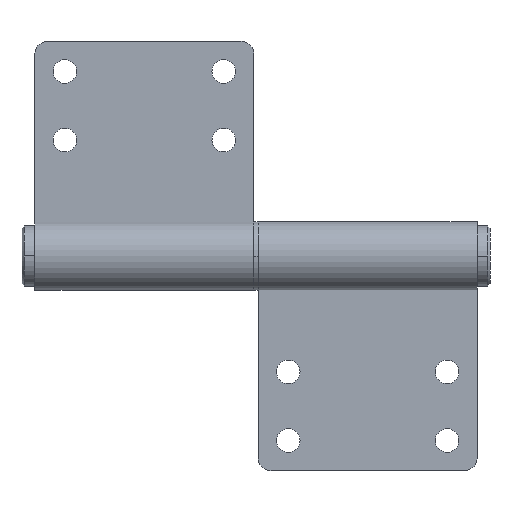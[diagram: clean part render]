
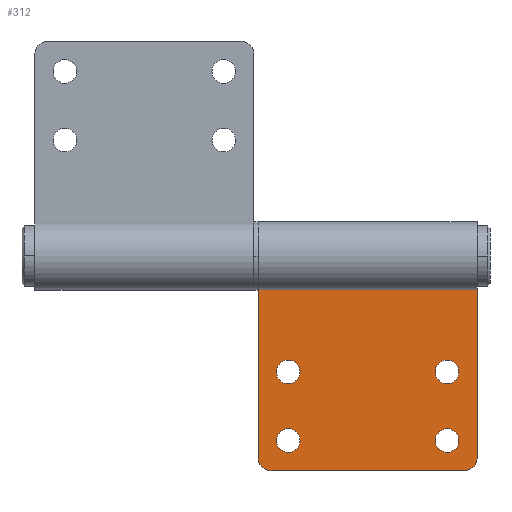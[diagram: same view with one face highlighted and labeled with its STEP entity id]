
A CAD part, front view. The second image highlights one B-rep face of the part: STEP entity #312.
In plain terms, the highlighted planar face has unit normal (0, -1, 0).
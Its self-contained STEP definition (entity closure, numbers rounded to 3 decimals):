
#63 = EDGE_CURVE ( 'NONE', #208, #206, #547, .T. ) ;
#64 = VERTEX_POINT ( 'NONE', #542 ) ;
#65 = EDGE_LOOP ( 'NONE', ( #66, #434, #436, #437, #363, #365 ) ) ;
#66 = ORIENTED_EDGE ( 'NONE', *, *, #71, .T. ) ;
#67 = ORIENTED_EDGE ( 'NONE', *, *, #63, .F. ) ;
#71 = EDGE_CURVE ( 'NONE', #243, #64, #541, .T. ) ;
#131 = VERTEX_POINT ( 'NONE', #603 ) ;
#138 = VERTEX_POINT ( 'NONE', #656 ) ;
#182 = EDGE_CURVE ( 'NONE', #239, #183, #711, .T. ) ;
#183 = VERTEX_POINT ( 'NONE', #706 ) ;
#190 = EDGE_CURVE ( 'NONE', #131, #138, #697, .T. ) ;
#206 = VERTEX_POINT ( 'NONE', #785 ) ;
#208 = VERTEX_POINT ( 'NONE', #778 ) ;
#213 = EDGE_CURVE ( 'NONE', #206, #208, #771, .T. ) ;
#233 = EDGE_CURVE ( 'NONE', #234, #235, #793, .T. ) ;
#234 = VERTEX_POINT ( 'NONE', #789 ) ;
#235 = VERTEX_POINT ( 'NONE', #788 ) ;
#239 = VERTEX_POINT ( 'NONE', #849 ) ;
#243 = VERTEX_POINT ( 'NONE', #837 ) ;
#245 = EDGE_CURVE ( 'NONE', #243, #280, #836, .T. ) ;
#280 = VERTEX_POINT ( 'NONE', #898 ) ;
#281 = ORIENTED_EDGE ( 'NONE', *, *, #233, .F. ) ;
#282 = EDGE_CURVE ( 'NONE', #235, #234, #897, .T. ) ;
#286 = EDGE_LOOP ( 'NONE', ( #311, #309 ) ) ;
#289 = EDGE_LOOP ( 'NONE', ( #304, #306 ) ) ;
#290 = VERTEX_POINT ( 'NONE', #892 ) ;
#294 = EDGE_CURVE ( 'NONE', #183, #239, #946, .T. ) ;
#296 = EDGE_CURVE ( 'NONE', #138, #131, #941, .T. ) ;
#300 = EDGE_CURVE ( 'NONE', #290, #307, #929, .T. ) ;
#304 = ORIENTED_EDGE ( 'NONE', *, *, #182, .F. ) ;
#306 = ORIENTED_EDGE ( 'NONE', *, *, #294, .F. ) ;
#307 = VERTEX_POINT ( 'NONE', #985 ) ;
#308 = EDGE_LOOP ( 'NONE', ( #281, #359 ) ) ;
#309 = ORIENTED_EDGE ( 'NONE', *, *, #296, .F. ) ;
#311 = ORIENTED_EDGE ( 'NONE', *, *, #190, .F. ) ;
#312 = ADVANCED_FACE ( 'NONE', ( #984, #983, #982, #981, #980 ), #979, .T. ) ;
#358 = ORIENTED_EDGE ( 'NONE', *, *, #213, .F. ) ;
#359 = ORIENTED_EDGE ( 'NONE', *, *, #282, .F. ) ;
#360 = EDGE_LOOP ( 'NONE', ( #358, #67 ) ) ;
#361 = EDGE_CURVE ( 'NONE', #307, #362, #1080, .T. ) ;
#362 = VERTEX_POINT ( 'NONE', #1075 ) ;
#363 = ORIENTED_EDGE ( 'NONE', *, *, #364, .F. ) ;
#364 = EDGE_CURVE ( 'NONE', #280, #362, #1074, .T. ) ;
#365 = ORIENTED_EDGE ( 'NONE', *, *, #245, .F. ) ;
#434 = ORIENTED_EDGE ( 'NONE', *, *, #435, .T. ) ;
#435 = EDGE_CURVE ( 'NONE', #64, #290, #1168, .T. ) ;
#436 = ORIENTED_EDGE ( 'NONE', *, *, #300, .T. ) ;
#437 = ORIENTED_EDGE ( 'NONE', *, *, #361, .T. ) ;
#538 = DIRECTION ( 'NONE',  ( 0., 0., -1. ) ) ;
#539 = VECTOR ( 'NONE', #538, 1000. ) ;
#540 = CARTESIAN_POINT ( 'NONE',  ( -51., -1.5, -50. ) ) ;
#541 = LINE ( 'NONE', #540, #539 ) ;
#542 = CARTESIAN_POINT ( 'NONE',  ( -51., -1.5, -47. ) ) ;
#543 = DIRECTION ( 'NONE',  ( 0., 0., -1. ) ) ;
#544 = DIRECTION ( 'NONE',  ( 0., -1., 0. ) ) ;
#545 = CARTESIAN_POINT ( 'NONE',  ( -7., -1.5, -43. ) ) ;
#546 = AXIS2_PLACEMENT_3D ( 'NONE', #545, #544, #543 ) ;
#547 = CIRCLE ( 'NONE', #546, 2.75 ) ;
#603 = CARTESIAN_POINT ( 'NONE',  ( -44., -1.5, -24.25 ) ) ;
#656 = CARTESIAN_POINT ( 'NONE',  ( -44., -1.5, -29.75 ) ) ;
#693 = DIRECTION ( 'NONE',  ( 0., 0., -1. ) ) ;
#694 = DIRECTION ( 'NONE',  ( 0., -1., 0. ) ) ;
#695 = CARTESIAN_POINT ( 'NONE',  ( -44., -1.5, -27. ) ) ;
#696 = AXIS2_PLACEMENT_3D ( 'NONE', #695, #694, #693 ) ;
#697 = CIRCLE ( 'NONE', #696, 2.75 ) ;
#706 = CARTESIAN_POINT ( 'NONE',  ( -7., -1.5, -29.75 ) ) ;
#707 = DIRECTION ( 'NONE',  ( 0., 0., -1. ) ) ;
#708 = DIRECTION ( 'NONE',  ( 0., -1., 0. ) ) ;
#709 = CARTESIAN_POINT ( 'NONE',  ( -7., -1.5, -27. ) ) ;
#710 = AXIS2_PLACEMENT_3D ( 'NONE', #709, #708, #707 ) ;
#711 = CIRCLE ( 'NONE', #710, 2.75 ) ;
#767 = DIRECTION ( 'NONE',  ( 0., 0., -1. ) ) ;
#768 = DIRECTION ( 'NONE',  ( 0., -1., 0. ) ) ;
#769 = CARTESIAN_POINT ( 'NONE',  ( -7., -1.5, -43. ) ) ;
#770 = AXIS2_PLACEMENT_3D ( 'NONE', #769, #768, #767 ) ;
#771 = CIRCLE ( 'NONE', #770, 2.75 ) ;
#778 = CARTESIAN_POINT ( 'NONE',  ( -7., -1.5, -45.75 ) ) ;
#785 = CARTESIAN_POINT ( 'NONE',  ( -7., -1.5, -40.25 ) ) ;
#788 = CARTESIAN_POINT ( 'NONE',  ( -44., -1.5, -45.75 ) ) ;
#789 = CARTESIAN_POINT ( 'NONE',  ( -44., -1.5, -40.25 ) ) ;
#790 = DIRECTION ( 'NONE',  ( 0., 0., -1. ) ) ;
#791 = DIRECTION ( 'NONE',  ( 0., -1., 0. ) ) ;
#792 = AXIS2_PLACEMENT_3D ( 'NONE', #798, #791, #790 ) ;
#793 = CIRCLE ( 'NONE', #792, 2.75 ) ;
#798 = CARTESIAN_POINT ( 'NONE',  ( -44., -1.5, -43. ) ) ;
#833 = DIRECTION ( 'NONE',  ( 1., 0., 0. ) ) ;
#834 = VECTOR ( 'NONE', #833, 1000. ) ;
#835 = CARTESIAN_POINT ( 'NONE',  ( -51., -1.5, -7.858 ) ) ;
#836 = LINE ( 'NONE', #835, #834 ) ;
#837 = CARTESIAN_POINT ( 'NONE',  ( -51., -1.5, -7.858 ) ) ;
#849 = CARTESIAN_POINT ( 'NONE',  ( -7., -1.5, -24.25 ) ) ;
#892 = CARTESIAN_POINT ( 'NONE',  ( -48., -1.5, -50. ) ) ;
#893 = DIRECTION ( 'NONE',  ( 0., 0., -1. ) ) ;
#894 = DIRECTION ( 'NONE',  ( 0., -1., 0. ) ) ;
#895 = CARTESIAN_POINT ( 'NONE',  ( -44., -1.5, -43. ) ) ;
#896 = AXIS2_PLACEMENT_3D ( 'NONE', #895, #894, #893 ) ;
#897 = CIRCLE ( 'NONE', #896, 2.75 ) ;
#898 = CARTESIAN_POINT ( 'NONE',  ( 0., -1.5, -7.858 ) ) ;
#926 = DIRECTION ( 'NONE',  ( 1., 0., 0. ) ) ;
#927 = VECTOR ( 'NONE', #926, 1000. ) ;
#928 = CARTESIAN_POINT ( 'NONE',  ( -51., -1.5, -50. ) ) ;
#929 = LINE ( 'NONE', #928, #927 ) ;
#937 = DIRECTION ( 'NONE',  ( 0., 0., -1. ) ) ;
#938 = DIRECTION ( 'NONE',  ( 0., -1., 0. ) ) ;
#939 = CARTESIAN_POINT ( 'NONE',  ( -44., -1.5, -27. ) ) ;
#940 = AXIS2_PLACEMENT_3D ( 'NONE', #939, #938, #937 ) ;
#941 = CIRCLE ( 'NONE', #940, 2.75 ) ;
#942 = DIRECTION ( 'NONE',  ( 0., 0., -1. ) ) ;
#943 = DIRECTION ( 'NONE',  ( 0., -1., 0. ) ) ;
#944 = CARTESIAN_POINT ( 'NONE',  ( -7., -1.5, -27. ) ) ;
#945 = AXIS2_PLACEMENT_3D ( 'NONE', #944, #943, #942 ) ;
#946 = CIRCLE ( 'NONE', #945, 2.75 ) ;
#975 = DIRECTION ( 'NONE',  ( 0., 0., -1. ) ) ;
#976 = DIRECTION ( 'NONE',  ( 0., -1., 0. ) ) ;
#977 = CARTESIAN_POINT ( 'NONE',  ( -51., -1.5, -50. ) ) ;
#978 = AXIS2_PLACEMENT_3D ( 'NONE', #977, #976, #975 ) ;
#979 = PLANE ( 'NONE',  #978 ) ;
#980 = FACE_OUTER_BOUND ( 'NONE', #65, .T. ) ;
#981 = FACE_BOUND ( 'NONE', #360, .T. ) ;
#982 = FACE_BOUND ( 'NONE', #308, .T. ) ;
#983 = FACE_BOUND ( 'NONE', #289, .T. ) ;
#984 = FACE_BOUND ( 'NONE', #286, .T. ) ;
#985 = CARTESIAN_POINT ( 'NONE',  ( -3., -1.5, -50. ) ) ;
#1071 = DIRECTION ( 'NONE',  ( 0., 0., -1. ) ) ;
#1072 = VECTOR ( 'NONE', #1071, 1000. ) ;
#1073 = CARTESIAN_POINT ( 'NONE',  ( 0., -1.5, -50. ) ) ;
#1074 = LINE ( 'NONE', #1073, #1072 ) ;
#1075 = CARTESIAN_POINT ( 'NONE',  ( 0., -1.5, -47. ) ) ;
#1076 = DIRECTION ( 'NONE',  ( 0., 0., -1. ) ) ;
#1077 = DIRECTION ( 'NONE',  ( 0., -1., 0. ) ) ;
#1078 = CARTESIAN_POINT ( 'NONE',  ( -3., -1.5, -47. ) ) ;
#1079 = AXIS2_PLACEMENT_3D ( 'NONE', #1078, #1077, #1076 ) ;
#1080 = CIRCLE ( 'NONE', #1079, 3. ) ;
#1164 = DIRECTION ( 'NONE',  ( 0., 0., -1. ) ) ;
#1165 = DIRECTION ( 'NONE',  ( 0., -1., 0. ) ) ;
#1166 = CARTESIAN_POINT ( 'NONE',  ( -48., -1.5, -47. ) ) ;
#1167 = AXIS2_PLACEMENT_3D ( 'NONE', #1166, #1165, #1164 ) ;
#1168 = CIRCLE ( 'NONE', #1167, 3. ) ;
